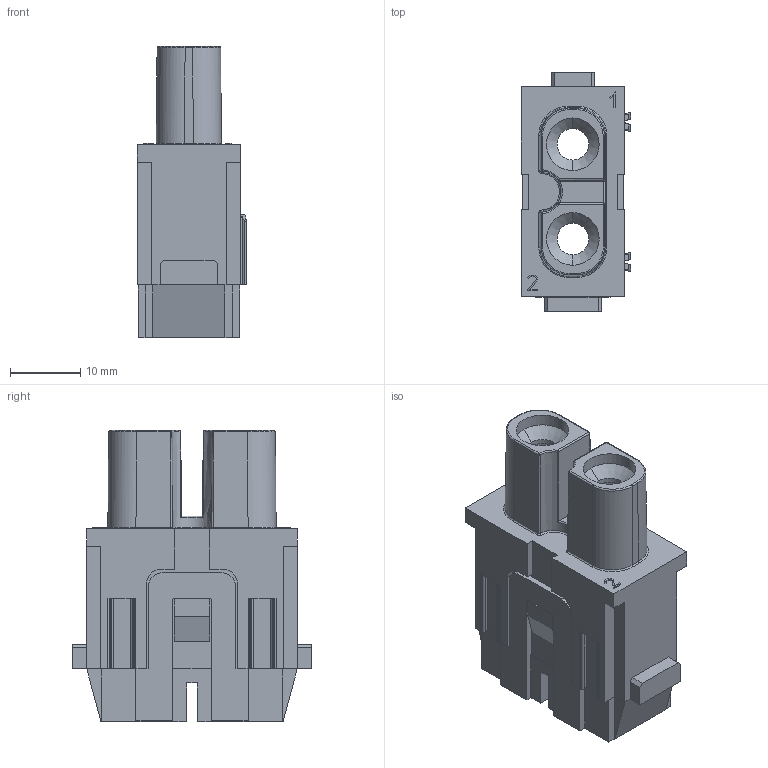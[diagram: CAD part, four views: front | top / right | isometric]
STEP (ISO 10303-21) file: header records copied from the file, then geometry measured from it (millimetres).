
FILE_DESCRIPTION(('Creo Elements/Direct Modeling STEP Export'),'2;1');
FILE_NAME('0lndrr044f4jho81668','2016-08-30T 9:14:14',(''),(''),'PTC Creo Elements/Direct Modeling STEP processor for AP214 (Solid Model)','PTC Creo Elements/Direct Modeling 19.0B 21-Mar-2015 (C) Parametric Technology GmbH','');
FILE_SCHEMA(('AUTOMOTIVE_DESIGN { 1 0 10303 214 1 1 1 1 }'));
Length unit declared in the file: millimetre
Products named in the file (2): CX_02_4F
Assembly tree (1 placements, depth 2):
  CX_02_4F
    CX_02_4F
Bounding box: 15.6 x 34 x 41.5 mm (x, y, z)
Volume: 10284.6 mm3; surface area: 6497.6 mm2
Topology: 1 solids, 1 shells, 324 faces, 897 edges, 582 vertices
Faces by surface type: plane 203, cylinder 78, bspline 32, cone 7, torus 4
Entity records: 15086 total; most frequent: CARTESIAN_POINT 4734, ORIENTED_EDGE 1794, DIRECTION 1366, EDGE_CURVE 897, VECTOR 614, LINE 614, VERTEX_POINT 582, AXIS2_PLACEMENT_3D 376
